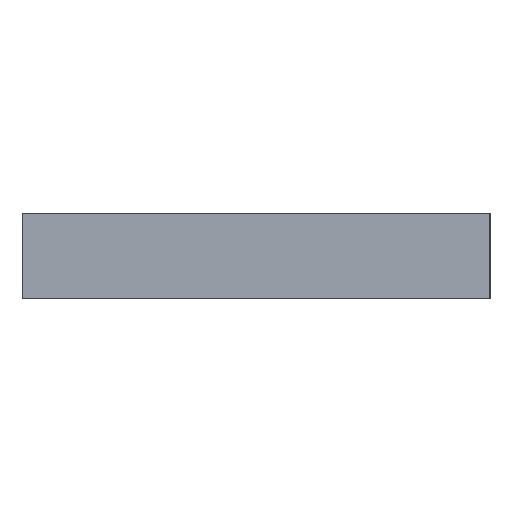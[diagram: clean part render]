
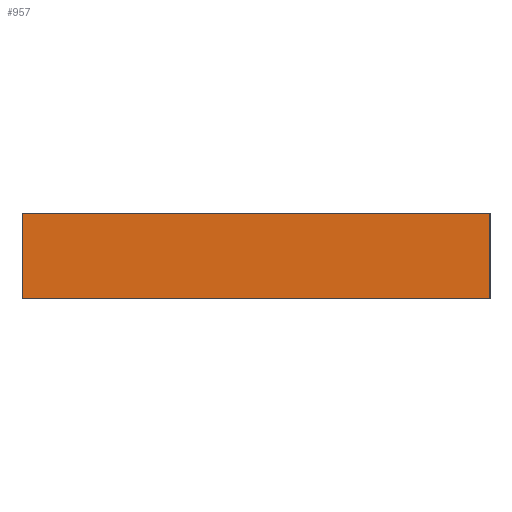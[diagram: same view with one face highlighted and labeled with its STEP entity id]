
A CAD part, left-side view. The second image highlights one B-rep face of the part: STEP entity #957.
In plain terms, the highlighted planar face has unit normal (-1, 0, 0).
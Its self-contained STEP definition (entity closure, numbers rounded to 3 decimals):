
#31=PLANE('',#1033);
#85=FACE_OUTER_BOUND('',#141,.T.);
#141=EDGE_LOOP('',(#849,#850,#851,#852));
#277=LINE('',#3156,#325);
#285=LINE('',#4029,#333);
#291=LINE('',#4040,#339);
#292=LINE('',#4042,#340);
#325=VECTOR('',#1153,10.);
#333=VECTOR('',#1193,10.);
#339=VECTOR('',#1203,10.);
#340=VECTOR('',#1206,10.);
#421=VERTEX_POINT('',#3154);
#422=VERTEX_POINT('',#3155);
#433=VERTEX_POINT('',#4028);
#436=VERTEX_POINT('',#4038);
#549=EDGE_CURVE('',#421,#422,#277,.T.);
#573=EDGE_CURVE('',#421,#433,#285,.T.);
#579=EDGE_CURVE('',#422,#436,#291,.T.);
#580=EDGE_CURVE('',#433,#436,#292,.T.);
#849=ORIENTED_EDGE('',*,*,#549,.T.);
#850=ORIENTED_EDGE('',*,*,#579,.T.);
#851=ORIENTED_EDGE('',*,*,#580,.F.);
#852=ORIENTED_EDGE('',*,*,#573,.F.);
#957=ADVANCED_FACE('',(#85),#31,.T.);
#1033=AXIS2_PLACEMENT_3D('',#4041,#1204,#1205);
#1153=DIRECTION('',(0.,1.,0.));
#1193=DIRECTION('',(0.,0.,-1.));
#1203=DIRECTION('',(0.,0.,-1.));
#1204=DIRECTION('center_axis',(-1.,0.,0.));
#1205=DIRECTION('ref_axis',(0.,1.,0.));
#1206=DIRECTION('',(0.,1.,0.));
#3154=CARTESIAN_POINT('',(0.,78.,0.));
#3155=CARTESIAN_POINT('',(0.,100.,0.));
#3156=CARTESIAN_POINT('',(0.,78.,0.));
#4028=CARTESIAN_POINT('',(0.,78.,-4.));
#4029=CARTESIAN_POINT('',(0.,78.,0.));
#4038=CARTESIAN_POINT('',(0.,100.,-4.));
#4040=CARTESIAN_POINT('',(0.,100.,0.));
#4041=CARTESIAN_POINT('Origin',(0.,78.,0.));
#4042=CARTESIAN_POINT('',(0.,78.,-4.));
